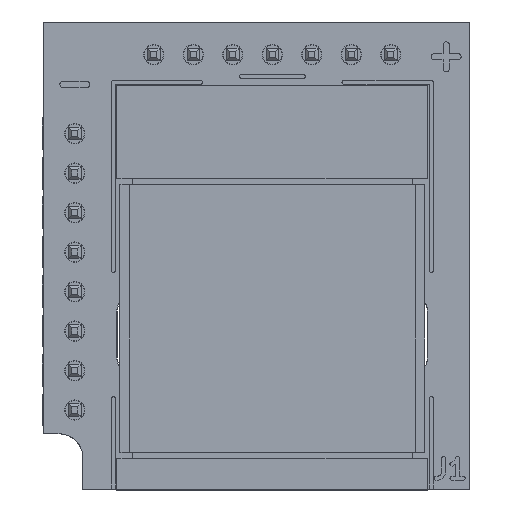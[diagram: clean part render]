
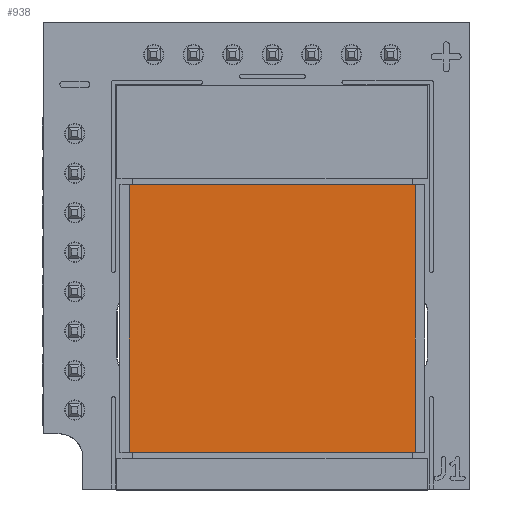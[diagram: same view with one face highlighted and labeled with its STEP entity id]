
A CAD part, top view. The second image highlights one B-rep face of the part: STEP entity #938.
In plain terms, the highlighted planar face has unit normal (0, 0, 1).
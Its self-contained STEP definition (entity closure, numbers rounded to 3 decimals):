
#213 = VERTEX_POINT('',#214);
#214 = CARTESIAN_POINT('',(-4.6,-10.8,8.9));
#236 = VERTEX_POINT('',#237);
#237 = CARTESIAN_POINT('',(-4.6,-2.2,8.9));
#456 = VERTEX_POINT('',#457);
#457 = CARTESIAN_POINT('',(4.6,-10.8,8.9));
#463 = EDGE_CURVE('',#456,#213,#464,.T.);
#464 = LINE('',#465,#466);
#465 = CARTESIAN_POINT('',(4.9,-10.8,8.9));
#466 = VECTOR('',#467,1.);
#467 = DIRECTION('',(-1.,0.,0.));
#535 = EDGE_CURVE('',#236,#536,#538,.T.);
#536 = VERTEX_POINT('',#537);
#537 = CARTESIAN_POINT('',(4.6,-2.2,8.9));
#538 = LINE('',#539,#540);
#539 = CARTESIAN_POINT('',(-4.9,-2.2,8.9));
#540 = VECTOR('',#541,1.);
#541 = DIRECTION('',(1.,0.,0.));
#904 = EDGE_CURVE('',#213,#236,#905,.T.);
#905 = LINE('',#906,#907);
#906 = CARTESIAN_POINT('',(-4.6,-5.1,8.9));
#907 = VECTOR('',#908,1.);
#908 = DIRECTION('',(0.,1.,0.));
#938 = ADVANCED_FACE('',(#939),#950,.T.);
#939 = FACE_BOUND('',#940,.T.);
#940 = EDGE_LOOP('',(#941,#947,#948,#949));
#941 = ORIENTED_EDGE('',*,*,#942,.T.);
#942 = EDGE_CURVE('',#456,#536,#943,.T.);
#943 = LINE('',#944,#945);
#944 = CARTESIAN_POINT('',(4.6,-10.8,8.9));
#945 = VECTOR('',#946,1.);
#946 = DIRECTION('',(0.,1.,0.));
#947 = ORIENTED_EDGE('',*,*,#535,.F.);
#948 = ORIENTED_EDGE('',*,*,#904,.F.);
#949 = ORIENTED_EDGE('',*,*,#463,.F.);
#950 = PLANE('',#951);
#951 = AXIS2_PLACEMENT_3D('',#952,#953,#954);
#952 = CARTESIAN_POINT('',(-4.9,-2.2,8.9));
#953 = DIRECTION('',(0.,0.,1.));
#954 = DIRECTION('',(1.,0.,-0.));
